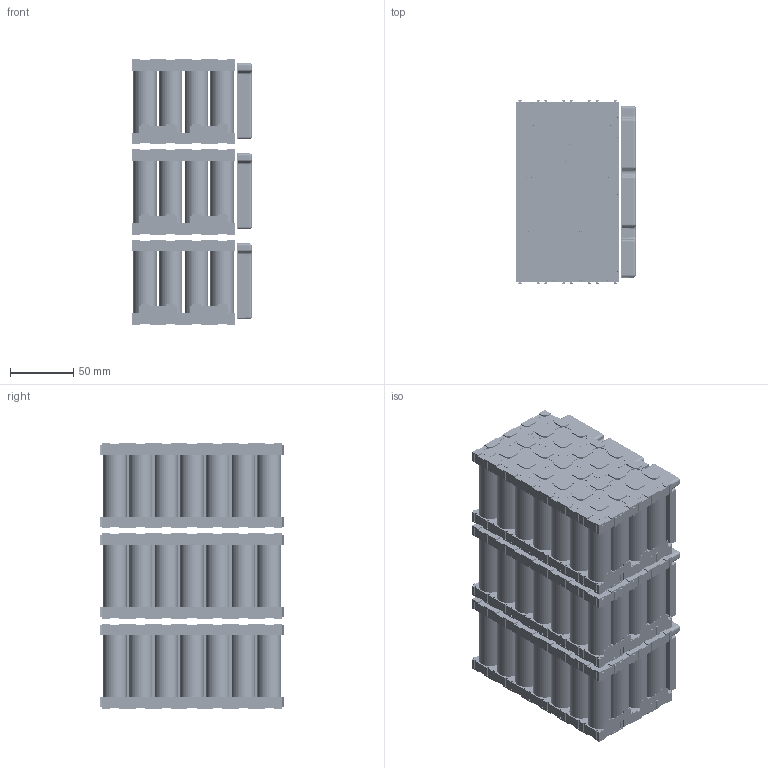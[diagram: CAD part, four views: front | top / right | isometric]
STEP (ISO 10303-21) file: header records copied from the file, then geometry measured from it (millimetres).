
FILE_DESCRIPTION(/* description */ ('CAx-IF Rec.Pracs.---Representation and Presentation of Product Manufacturing Information (PMI)---4.0---2014-10-13','CAx-IF Rec.Pracs.---3D Tessellated Geometry---0.4---2014-09-14','2;1'),/* implementation_level */ '2;1');
FILE_NAME(/* name */ 'battery',/* time_stamp */ '2024-03-13T12:41:58+01:00',/* author */ (''),/* organization */ (''),/* preprocessor_version */ 'ST-DEVELOPER v18.102',/* originating_system */ 'SIEMENS PLM Software NX 2023',/* authorisation */ $);
FILE_SCHEMA (('AP242_MANAGED_MODEL_BASED_3D_ENGINEERING_MIM_LF { 1 0 10303 442 3 1 4 }'));
Length unit declared in the file: millimetre
Products named in the file (190): battery; 14S 2P; 7-pack; cell; 18650; spacer; BMS; nickel-grid; nickel-strip-long; nickel-grid-half
Assembly tree (741 placements, depth 5):
  battery
    14S 2P
      7-pack
        cell
          18650
          spacer  x2
        cell
          18650
          spacer  x2
        cell
          18650
          spacer  x2
        cell
          18650
          spacer  x2
        cell
          18650
          spacer  x2
        cell
          18650
          spacer  x2
        cell
          18650
          spacer  x2
        cell
          18650
          spacer  x2
        cell
          18650
          spacer  x2
        cell
          18650
          spacer  x2
        cell
          18650
          spacer  x2
        cell
          18650
          spacer  x2
        cell
          18650
          spacer  x2
        cell
          18650
          spacer  x2
      7-pack
        cell
          18650
          spacer  x2
        cell
          18650
          spacer  x2
        cell
          18650
          spacer  x2
        cell
          18650
          spacer  x2
        cell
          18650
Bounding box: 94.27 x 144.35 x 209 mm (x, y, z)
Surface area: 1528782.9 mm2
Topology: 576 solids, 576 shells, 24792 faces, 86295 edges, 83415 vertices
Faces by surface type: plane 23202, cylinder 1344, torus 201, sphere 45
Full cylindrical faces by diameter (mm): 4 x12, 7.5 x168, 10 x168, 14 x336, 18.43 x168, 18.5 x336
Entity records: 42182 total; most frequent: DIRECTION 9113, CARTESIAN_POINT 6860, AXIS2_PLACEMENT_3D 4236, DRAUGHTING_MODEL 1521, REPRESENTATION_MAP 1521, MAPPED_ITEM 1521, MECHANICAL_DESIGN_AND_DRAUGHTING_RELATIONSHIP 1520, CAMERA_MODEL_D3 1520
